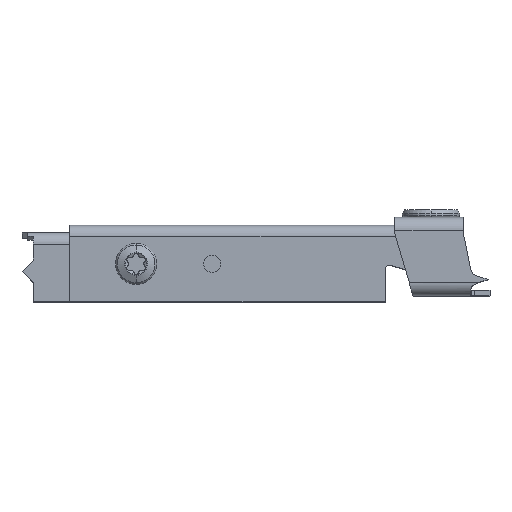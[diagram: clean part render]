
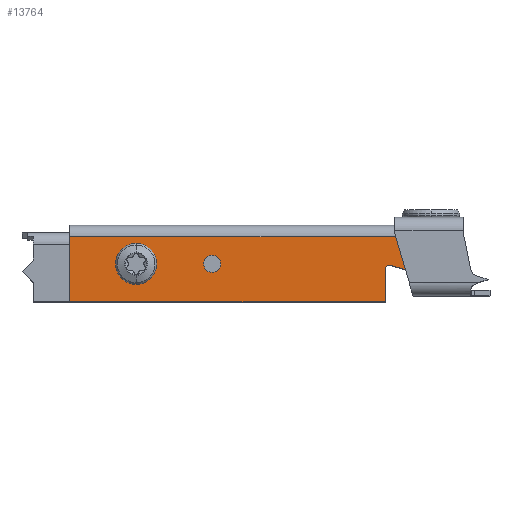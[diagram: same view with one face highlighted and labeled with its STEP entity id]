
A CAD part, top view. The second image highlights one B-rep face of the part: STEP entity #13764.
In plain terms, the highlighted planar face has unit normal (0, 0, 1).
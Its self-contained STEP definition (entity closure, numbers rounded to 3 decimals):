
#6 = AXIS2_PLACEMENT_3D ( 'NONE', #8955, #3361, #7854 ) ;
#132 = ORIENTED_EDGE ( 'NONE', *, *, #300, .F. ) ;
#300 = EDGE_CURVE ( 'NONE', #7542, #352, #10768, .T. ) ;
#352 = VERTEX_POINT ( 'NONE', #14162 ) ;
#466 = ORIENTED_EDGE ( 'NONE', *, *, #12502, .F. ) ;
#651 = CARTESIAN_POINT ( 'NONE',  ( 48.851, -14.126, 18.484 ) ) ;
#919 = PLANE ( 'NONE',  #8703 ) ;
#1097 = ORIENTED_EDGE ( 'NONE', *, *, #7367, .T. ) ;
#1198 = VECTOR ( 'NONE', #1565, 1000. ) ;
#1316 = ORIENTED_EDGE ( 'NONE', *, *, #5556, .F. ) ;
#1339 = EDGE_CURVE ( 'NONE', #10586, #10331, #10716, .T. ) ;
#1365 = CARTESIAN_POINT ( 'NONE',  ( 32.776, -10.521, 18.484 ) ) ;
#1508 = CARTESIAN_POINT ( 'NONE',  ( 51.5, -3., 18.484 ) ) ;
#1555 = LINE ( 'NONE', #8389, #5374 ) ;
#1565 = DIRECTION ( 'NONE',  ( -1., 0., 0. ) ) ;
#1821 = DIRECTION ( 'NONE',  ( -0.309, -0.951, 0. ) ) ;
#2013 = FACE_BOUND ( 'NONE', #4525, .T. ) ;
#2169 = EDGE_CURVE ( 'NONE', #8193, #13263, #7752, .T. ) ;
#2199 = VERTEX_POINT ( 'NONE', #5766 ) ;
#2300 = DIRECTION ( 'NONE',  ( 0., -1., 0. ) ) ;
#2372 = CARTESIAN_POINT ( 'NONE',  ( -51.5, -20.124, 18.484 ) ) ;
#2413 = VERTEX_POINT ( 'NONE', #14457 ) ;
#2613 = CIRCLE ( 'NONE', #11777, 1. ) ;
#2755 = DIRECTION ( 'NONE',  ( 1., 0., 0. ) ) ;
#2808 = AXIS2_PLACEMENT_3D ( 'NONE', #4512, #11288, #2300 ) ;
#2835 = CARTESIAN_POINT ( 'NONE',  ( 51.5, -20.124, 18.484 ) ) ;
#2941 = CARTESIAN_POINT ( 'NONE',  ( 47.9, -14.817, 18.484 ) ) ;
#2967 = CARTESIAN_POINT ( 'NONE',  ( 0., 15.676, 18.484 ) ) ;
#3361 = DIRECTION ( 'NONE',  ( 0., 0., 1. ) ) ;
#3575 = VECTOR ( 'NONE', #13720, 1000. ) ;
#3672 = ORIENTED_EDGE ( 'NONE', *, *, #1339, .F. ) ;
#3713 = ORIENTED_EDGE ( 'NONE', *, *, #5567, .T. ) ;
#3765 = CARTESIAN_POINT ( 'NONE',  ( 0., -3., 18.484 ) ) ;
#3803 = CIRCLE ( 'NONE', #11335, 1. ) ;
#3931 = EDGE_CURVE ( 'NONE', #10331, #12890, #3803, .T. ) ;
#4218 = EDGE_CURVE ( 'NONE', #11119, #2413, #11439, .T. ) ;
#4512 = CARTESIAN_POINT ( 'NONE',  ( -14., -10.124, 18.484 ) ) ;
#4525 = EDGE_LOOP ( 'NONE', ( #466, #10998 ) ) ;
#4830 = VERTEX_POINT ( 'NONE', #9204 ) ;
#4850 = VERTEX_POINT ( 'NONE', #10221 ) ;
#5143 = AXIS2_PLACEMENT_3D ( 'NONE', #9488, #9202, #12737 ) ;
#5189 = CIRCLE ( 'NONE', #5143, 1. ) ;
#5247 = DIRECTION ( 'NONE',  ( 0., 0., 1. ) ) ;
#5374 = VECTOR ( 'NONE', #10526, 1000. ) ;
#5556 = EDGE_CURVE ( 'NONE', #2413, #7542, #2613, .T. ) ;
#5567 = EDGE_CURVE ( 'NONE', #13697, #2199, #9359, .T. ) ;
#5703 = DIRECTION ( 'NONE',  ( 0., -1., 0. ) ) ;
#5766 = CARTESIAN_POINT ( 'NONE',  ( -51.5, -3., 18.484 ) ) ;
#5883 = VECTOR ( 'NONE', #2755, 1000. ) ;
#5924 = EDGE_CURVE ( 'NONE', #12890, #11119, #5189, .T. ) ;
#6105 = VECTOR ( 'NONE', #10162, 1000. ) ;
#6337 = AXIS2_PLACEMENT_3D ( 'NONE', #7685, #14445, #6366 ) ;
#6358 = EDGE_CURVE ( 'NONE', #4830, #4850, #8953, .T. ) ;
#6366 = DIRECTION ( 'NONE',  ( 0., -1., 0. ) ) ;
#6428 = FACE_BOUND ( 'NONE', #9747, .T. ) ;
#6487 = EDGE_CURVE ( 'NONE', #13922, #352, #12930, .T. ) ;
#6518 = VECTOR ( 'NONE', #11954, 1000. ) ;
#6535 = CARTESIAN_POINT ( 'NONE',  ( 31.5, -11.482, 18.484 ) ) ;
#6907 = ORIENTED_EDGE ( 'NONE', *, *, #13177, .T. ) ;
#7367 = EDGE_CURVE ( 'NONE', #2199, #13922, #1555, .T. ) ;
#7542 = VERTEX_POINT ( 'NONE', #6535 ) ;
#7668 = ORIENTED_EDGE ( 'NONE', *, *, #4218, .F. ) ;
#7685 = CARTESIAN_POINT ( 'NONE',  ( -34., -10.124, 18.484 ) ) ;
#7752 = CIRCLE ( 'NONE', #2808, 2.25 ) ;
#7854 = DIRECTION ( 'NONE',  ( 0., -1., 0. ) ) ;
#7938 = ORIENTED_EDGE ( 'NONE', *, *, #6487, .T. ) ;
#8027 = CARTESIAN_POINT ( 'NONE',  ( 51.5, -20.124, 18.484 ) ) ;
#8193 = VERTEX_POINT ( 'NONE', #9094 ) ;
#8293 = EDGE_CURVE ( 'NONE', #13263, #8193, #10099, .T. ) ;
#8294 = DIRECTION ( 'NONE',  ( 0., 0., -1. ) ) ;
#8389 = CARTESIAN_POINT ( 'NONE',  ( -51.5, -20.124, 18.484 ) ) ;
#8500 = DIRECTION ( 'NONE',  ( 0., -1., 0. ) ) ;
#8543 = ORIENTED_EDGE ( 'NONE', *, *, #2169, .F. ) ;
#8703 = AXIS2_PLACEMENT_3D ( 'NONE', #2967, #5247, #8500 ) ;
#8953 = CIRCLE ( 'NONE', #11556, 2.25 ) ;
#8955 = CARTESIAN_POINT ( 'NONE',  ( -14., -10.124, 18.484 ) ) ;
#9094 = CARTESIAN_POINT ( 'NONE',  ( -14., -12.374, 18.484 ) ) ;
#9202 = DIRECTION ( 'NONE',  ( 0., 0., -1. ) ) ;
#9204 = CARTESIAN_POINT ( 'NONE',  ( -34., -7.874, 18.484 ) ) ;
#9359 = LINE ( 'NONE', #3765, #1198 ) ;
#9370 = DIRECTION ( 'NONE',  ( 0., 0., 1. ) ) ;
#9474 = DIRECTION ( 'NONE',  ( 0., 1., 0. ) ) ;
#9488 = CARTESIAN_POINT ( 'NONE',  ( 47.9, -13.817, 18.484 ) ) ;
#9583 = ORIENTED_EDGE ( 'NONE', *, *, #8293, .F. ) ;
#9626 = CARTESIAN_POINT ( 'NONE',  ( 47.624, -14.779, 18.484 ) ) ;
#9747 = EDGE_LOOP ( 'NONE', ( #8543, #9583 ) ) ;
#9800 = FACE_OUTER_BOUND ( 'NONE', #9834, .T. ) ;
#9834 = EDGE_LOOP ( 'NONE', ( #6907, #3713, #1097, #7938, #132, #1316, #7668, #9931, #10044, #3672 ) ) ;
#9931 = ORIENTED_EDGE ( 'NONE', *, *, #5924, .F. ) ;
#10044 = ORIENTED_EDGE ( 'NONE', *, *, #3931, .F. ) ;
#10099 = CIRCLE ( 'NONE', #6, 2.25 ) ;
#10162 = DIRECTION ( 'NONE',  ( 0., 1., 0. ) ) ;
#10221 = CARTESIAN_POINT ( 'NONE',  ( -34., -12.374, 18.484 ) ) ;
#10227 = LINE ( 'NONE', #8027, #6105 ) ;
#10331 = VERTEX_POINT ( 'NONE', #10424 ) ;
#10424 = CARTESIAN_POINT ( 'NONE',  ( 48.851, -14.126, 18.484 ) ) ;
#10526 = DIRECTION ( 'NONE',  ( 0., -1., 0. ) ) ;
#10586 = VERTEX_POINT ( 'NONE', #13443 ) ;
#10594 = CARTESIAN_POINT ( 'NONE',  ( -14., -7.874, 18.484 ) ) ;
#10716 = LINE ( 'NONE', #651, #14521 ) ;
#10768 = LINE ( 'NONE', #12103, #6518 ) ;
#10998 = ORIENTED_EDGE ( 'NONE', *, *, #6358, .F. ) ;
#11028 = CIRCLE ( 'NONE', #6337, 2.25 ) ;
#11119 = VERTEX_POINT ( 'NONE', #9626 ) ;
#11288 = DIRECTION ( 'NONE',  ( 0., 0., 1. ) ) ;
#11335 = AXIS2_PLACEMENT_3D ( 'NONE', #12859, #8294, #9474 ) ;
#11439 = LINE ( 'NONE', #1365, #3575 ) ;
#11556 = AXIS2_PLACEMENT_3D ( 'NONE', #12695, #9370, #5703 ) ;
#11577 = DIRECTION ( 'NONE',  ( 0., 1., 0. ) ) ;
#11777 = AXIS2_PLACEMENT_3D ( 'NONE', #13857, #13776, #11577 ) ;
#11954 = DIRECTION ( 'NONE',  ( 0., -1., 0. ) ) ;
#12103 = CARTESIAN_POINT ( 'NONE',  ( 31.5, -20.124, 18.484 ) ) ;
#12502 = EDGE_CURVE ( 'NONE', #4850, #4830, #11028, .T. ) ;
#12695 = CARTESIAN_POINT ( 'NONE',  ( -34., -10.124, 18.484 ) ) ;
#12737 = DIRECTION ( 'NONE',  ( 0., 1., 0. ) ) ;
#12859 = CARTESIAN_POINT ( 'NONE',  ( 47.9, -13.817, 18.484 ) ) ;
#12890 = VERTEX_POINT ( 'NONE', #2941 ) ;
#12930 = LINE ( 'NONE', #2835, #5883 ) ;
#13177 = EDGE_CURVE ( 'NONE', #10586, #13697, #10227, .T. ) ;
#13263 = VERTEX_POINT ( 'NONE', #10594 ) ;
#13443 = CARTESIAN_POINT ( 'NONE',  ( 51.5, -5.974, 18.484 ) ) ;
#13697 = VERTEX_POINT ( 'NONE', #1508 ) ;
#13720 = DIRECTION ( 'NONE',  ( -0.961, 0.276, 0. ) ) ;
#13764 = ADVANCED_FACE ( 'NONE', ( #6428, #2013, #9800 ), #919, .T. ) ;
#13776 = DIRECTION ( 'NONE',  ( 0., 0., 1. ) ) ;
#13857 = CARTESIAN_POINT ( 'NONE',  ( 32.5, -11.482, 18.484 ) ) ;
#13922 = VERTEX_POINT ( 'NONE', #2372 ) ;
#14162 = CARTESIAN_POINT ( 'NONE',  ( 31.5, -20.124, 18.484 ) ) ;
#14445 = DIRECTION ( 'NONE',  ( 0., 0., 1. ) ) ;
#14457 = CARTESIAN_POINT ( 'NONE',  ( 32.776, -10.521, 18.484 ) ) ;
#14521 = VECTOR ( 'NONE', #1821, 1000. ) ;
